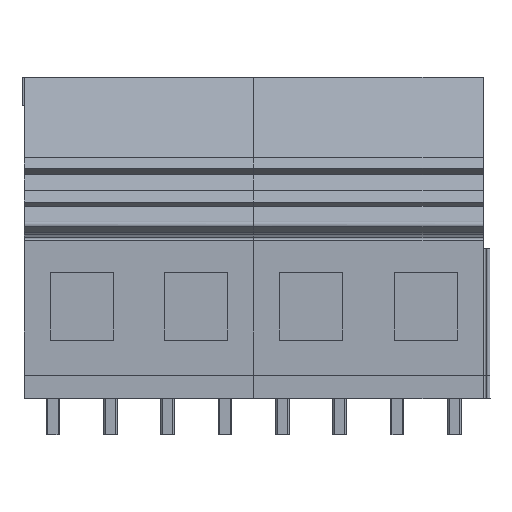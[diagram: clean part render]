
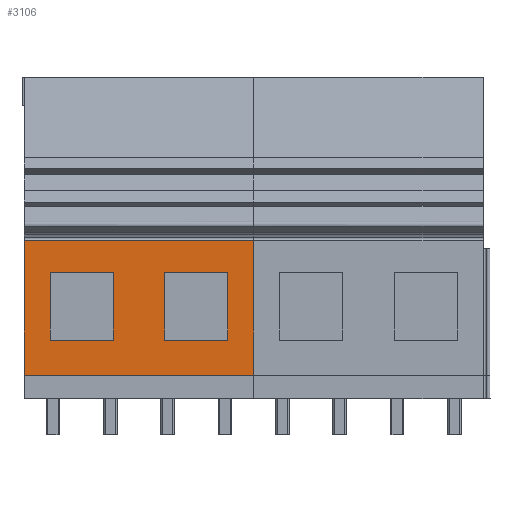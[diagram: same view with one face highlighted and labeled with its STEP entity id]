
A CAD part, front view. The second image highlights one B-rep face of the part: STEP entity #3106.
In plain terms, the highlighted planar face has unit normal (0, -1, 0).
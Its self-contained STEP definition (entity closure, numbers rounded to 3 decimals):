
#3030=AXIS2_PLACEMENT_3D('Plane Axis2P3D',#3027,#3028,#3029) ;
#1570=CARTESIAN_POINT('Vertex',(20.52,0.,17.2)) ;
#1573=CARTESIAN_POINT('Line Origine',(20.52,0.,11.25)) ;
#1577=CARTESIAN_POINT('Vertex',(20.52,0.,5.3)) ;
#1703=CARTESIAN_POINT('Vertex',(0.2,0.,5.3)) ;
#1706=CARTESIAN_POINT('Line Origine',(0.2,0.,11.25)) ;
#1710=CARTESIAN_POINT('Vertex',(0.2,0.,17.2)) ;
#2437=CARTESIAN_POINT('Line Origine',(10.36,0.,5.3)) ;
#3015=CARTESIAN_POINT('Line Origine',(10.36,0.,17.2)) ;
#3027=CARTESIAN_POINT('Axis2P3D Location',(0.2,0.,5.3)) ;
#3038=CARTESIAN_POINT('Line Origine',(8.08,0.,11.4)) ;
#3042=CARTESIAN_POINT('Vertex',(8.08,0.,8.4)) ;
#3044=CARTESIAN_POINT('Vertex',(8.08,0.,14.4)) ;
#3047=CARTESIAN_POINT('Line Origine',(5.28,0.,8.4)) ;
#3051=CARTESIAN_POINT('Vertex',(2.48,0.,8.4)) ;
#3054=CARTESIAN_POINT('Line Origine',(2.48,0.,11.4)) ;
#3058=CARTESIAN_POINT('Vertex',(2.48,0.,14.4)) ;
#3061=CARTESIAN_POINT('Line Origine',(5.28,0.,14.4)) ;
#3072=CARTESIAN_POINT('Line Origine',(15.44,0.,14.4)) ;
#3076=CARTESIAN_POINT('Vertex',(18.24,0.,14.4)) ;
#3078=CARTESIAN_POINT('Vertex',(12.64,0.,14.4)) ;
#3081=CARTESIAN_POINT('Line Origine',(18.24,0.,11.4)) ;
#3085=CARTESIAN_POINT('Vertex',(18.24,0.,8.4)) ;
#3088=CARTESIAN_POINT('Line Origine',(15.44,0.,8.4)) ;
#3092=CARTESIAN_POINT('Vertex',(12.64,0.,8.4)) ;
#3095=CARTESIAN_POINT('Line Origine',(12.64,0.,11.4)) ;
#1574=DIRECTION('Vector Direction',(0.,0.,1.)) ;
#1707=DIRECTION('Vector Direction',(0.,0.,1.)) ;
#2438=DIRECTION('Vector Direction',(1.,0.,0.)) ;
#3016=DIRECTION('Vector Direction',(1.,0.,0.)) ;
#3028=DIRECTION('Axis2P3D Direction',(0.,1.,0.)) ;
#3029=DIRECTION('Axis2P3D XDirection',(0.,0.,1.)) ;
#3039=DIRECTION('Vector Direction',(0.,0.,-1.)) ;
#3048=DIRECTION('Vector Direction',(-1.,0.,0.)) ;
#3055=DIRECTION('Vector Direction',(0.,0.,-1.)) ;
#3062=DIRECTION('Vector Direction',(-1.,0.,0.)) ;
#3073=DIRECTION('Vector Direction',(-1.,0.,0.)) ;
#3082=DIRECTION('Vector Direction',(0.,0.,-1.)) ;
#3089=DIRECTION('Vector Direction',(-1.,0.,0.)) ;
#3096=DIRECTION('Vector Direction',(0.,0.,-1.)) ;
#1575=VECTOR('Line Direction',#1574,1.) ;
#1708=VECTOR('Line Direction',#1707,1.) ;
#2439=VECTOR('Line Direction',#2438,1.) ;
#3017=VECTOR('Line Direction',#3016,1.) ;
#3040=VECTOR('Line Direction',#3039,1.) ;
#3049=VECTOR('Line Direction',#3048,1.) ;
#3056=VECTOR('Line Direction',#3055,1.) ;
#3063=VECTOR('Line Direction',#3062,1.) ;
#3074=VECTOR('Line Direction',#3073,1.) ;
#3083=VECTOR('Line Direction',#3082,1.) ;
#3090=VECTOR('Line Direction',#3089,1.) ;
#3097=VECTOR('Line Direction',#3096,1.) ;
#3033=ORIENTED_EDGE('',*,*,#1579,.T.) ;
#3034=ORIENTED_EDGE('',*,*,#3019,.F.) ;
#3035=ORIENTED_EDGE('',*,*,#1712,.F.) ;
#3036=ORIENTED_EDGE('',*,*,#2441,.T.) ;
#3067=ORIENTED_EDGE('',*,*,#3046,.F.) ;
#3068=ORIENTED_EDGE('',*,*,#3053,.F.) ;
#3069=ORIENTED_EDGE('',*,*,#3060,.F.) ;
#3070=ORIENTED_EDGE('',*,*,#3065,.F.) ;
#3101=ORIENTED_EDGE('',*,*,#3080,.F.) ;
#3102=ORIENTED_EDGE('',*,*,#3087,.F.) ;
#3103=ORIENTED_EDGE('',*,*,#3094,.F.) ;
#3104=ORIENTED_EDGE('',*,*,#3099,.F.) ;
#3071=FACE_BOUND('',#3066,.T.) ;
#3105=FACE_BOUND('',#3100,.T.) ;
#3106=ADVANCED_FACE('2 pole',(#3037,#3071,#3105),#3031,.F.) ;
#1579=EDGE_CURVE('',#1578,#1571,#1576,.T.) ;
#1712=EDGE_CURVE('',#1704,#1711,#1709,.T.) ;
#2441=EDGE_CURVE('',#1704,#1578,#2440,.T.) ;
#3019=EDGE_CURVE('',#1711,#1571,#3018,.T.) ;
#3046=EDGE_CURVE('',#3043,#3045,#3041,.F.) ;
#3053=EDGE_CURVE('',#3052,#3043,#3050,.F.) ;
#3060=EDGE_CURVE('',#3059,#3052,#3057,.T.) ;
#3065=EDGE_CURVE('',#3045,#3059,#3064,.T.) ;
#3080=EDGE_CURVE('',#3077,#3079,#3075,.T.) ;
#3087=EDGE_CURVE('',#3086,#3077,#3084,.F.) ;
#3094=EDGE_CURVE('',#3093,#3086,#3091,.F.) ;
#3099=EDGE_CURVE('',#3079,#3093,#3098,.T.) ;
#3032=EDGE_LOOP('',(#3033,#3034,#3035,#3036)) ;
#3066=EDGE_LOOP('',(#3067,#3068,#3069,#3070)) ;
#3100=EDGE_LOOP('',(#3101,#3102,#3103,#3104)) ;
#3037=FACE_OUTER_BOUND('',#3032,.T.) ;
#1576=LINE('Line',#1573,#1575) ;
#1709=LINE('Line',#1706,#1708) ;
#2440=LINE('Line',#2437,#2439) ;
#3018=LINE('Line',#3015,#3017) ;
#3041=LINE('Line',#3038,#3040) ;
#3050=LINE('Line',#3047,#3049) ;
#3057=LINE('Line',#3054,#3056) ;
#3064=LINE('Line',#3061,#3063) ;
#3075=LINE('Line',#3072,#3074) ;
#3084=LINE('Line',#3081,#3083) ;
#3091=LINE('Line',#3088,#3090) ;
#3098=LINE('Line',#3095,#3097) ;
#3031=PLANE('',#3030) ;
#1571=VERTEX_POINT('',#1570) ;
#1578=VERTEX_POINT('',#1577) ;
#1704=VERTEX_POINT('',#1703) ;
#1711=VERTEX_POINT('',#1710) ;
#3043=VERTEX_POINT('',#3042) ;
#3045=VERTEX_POINT('',#3044) ;
#3052=VERTEX_POINT('',#3051) ;
#3059=VERTEX_POINT('',#3058) ;
#3077=VERTEX_POINT('',#3076) ;
#3079=VERTEX_POINT('',#3078) ;
#3086=VERTEX_POINT('',#3085) ;
#3093=VERTEX_POINT('',#3092) ;
